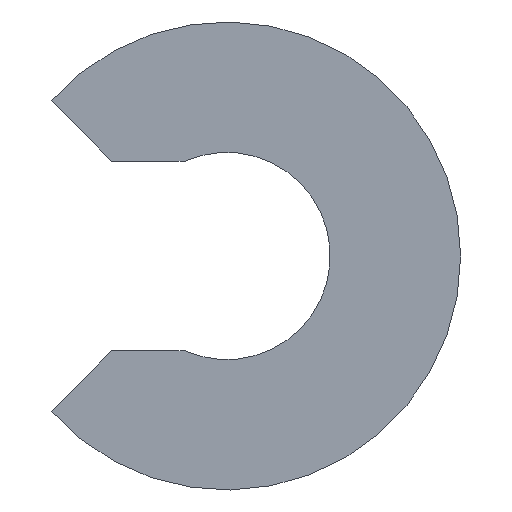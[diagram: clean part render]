
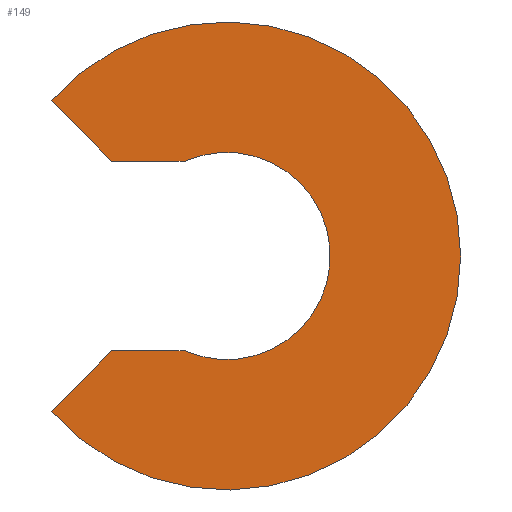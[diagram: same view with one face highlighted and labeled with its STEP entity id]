
A CAD part, left-side view. The second image highlights one B-rep face of the part: STEP entity #149.
In plain terms, the highlighted planar face has unit normal (-1, 0, 0).
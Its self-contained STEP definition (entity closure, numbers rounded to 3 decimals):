
#20=CIRCLE('',#165,17.5);
#22=CIRCLE('',#170,7.75);
#56=ORIENTED_EDGE('',*,*,#62,.F.);
#57=ORIENTED_EDGE('',*,*,#78,.F.);
#58=ORIENTED_EDGE('',*,*,#75,.T.);
#59=ORIENTED_EDGE('',*,*,#72,.F.);
#60=ORIENTED_EDGE('',*,*,#69,.F.);
#61=ORIENTED_EDGE('',*,*,#66,.F.);
#62=EDGE_CURVE('',#80,#81,#92,.T.);
#66=EDGE_CURVE('',#81,#84,#20,.T.);
#69=EDGE_CURVE('',#84,#86,#97,.T.);
#72=EDGE_CURVE('',#86,#88,#100,.T.);
#75=EDGE_CURVE('',#90,#88,#22,.T.);
#78=EDGE_CURVE('',#90,#80,#104,.T.);
#80=VERTEX_POINT('',#218);
#81=VERTEX_POINT('',#219);
#84=VERTEX_POINT('',#227);
#86=VERTEX_POINT('',#233);
#88=VERTEX_POINT('',#239);
#90=VERTEX_POINT('',#245);
#92=LINE('',#217,#106);
#97=LINE('',#232,#111);
#100=LINE('',#238,#114);
#104=LINE('',#250,#118);
#106=VECTOR('',#179,1000.);
#111=VECTOR('',#192,1000.);
#114=VECTOR('',#197,1000.);
#118=VECTOR('',#209,1000.);
#127=EDGE_LOOP('',(#56,#57,#58,#59,#60,#61));
#135=FACE_BOUND('',#127,.T.);
#141=PLANE('',#174);
#149=ADVANCED_FACE('',(#135),#141,.F.);
#165=AXIS2_PLACEMENT_3D('',#226,#185,#186);
#170=AXIS2_PLACEMENT_3D('',#244,#202,#203);
#174=AXIS2_PLACEMENT_3D('',#253,#213,#214);
#179=DIRECTION('',(0.,0.707,0.707));
#185=DIRECTION('',(1.,0.,0.));
#186=DIRECTION('',(0.,0.,-1.));
#192=DIRECTION('',(0.,-0.707,0.707));
#197=DIRECTION('',(0.,-1.,0.));
#202=DIRECTION('',(1.,0.,0.));
#203=DIRECTION('',(0.,0.,-1.));
#209=DIRECTION('',(0.,1.,0.));
#213=DIRECTION('',(1.,0.,0.));
#214=DIRECTION('',(0.,0.,-1.));
#217=CARTESIAN_POINT('',(0.,8.597,7.1));
#218=CARTESIAN_POINT('',(0.,8.597,7.1));
#219=CARTESIAN_POINT('',(0.,13.1,11.603));
#226=CARTESIAN_POINT('',(0.,0.,0.));
#227=CARTESIAN_POINT('',(0.,13.1,-11.603));
#232=CARTESIAN_POINT('',(0.,13.1,-11.603));
#233=CARTESIAN_POINT('',(0.,8.597,-7.1));
#238=CARTESIAN_POINT('',(0.,8.597,-7.1));
#239=CARTESIAN_POINT('',(0.,3.107,-7.1));
#244=CARTESIAN_POINT('',(0.,0.,0.));
#245=CARTESIAN_POINT('',(0.,3.107,7.1));
#250=CARTESIAN_POINT('',(0.,3.107,7.1));
#253=CARTESIAN_POINT('',(0.,0.,0.));
